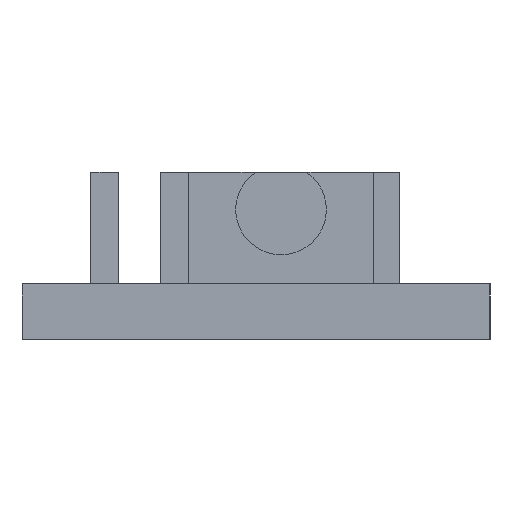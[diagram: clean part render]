
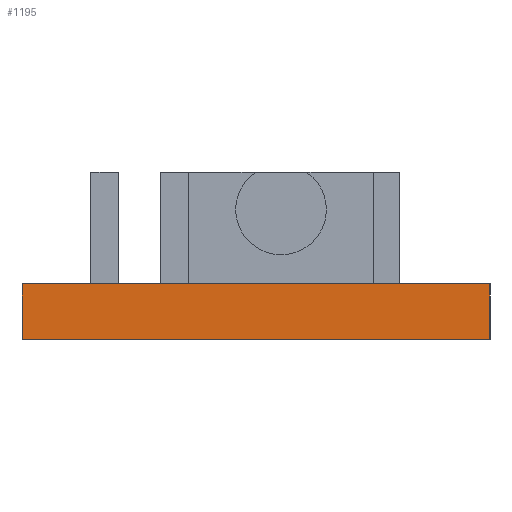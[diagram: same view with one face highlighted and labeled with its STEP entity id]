
A CAD part, left-side view. The second image highlights one B-rep face of the part: STEP entity #1195.
In plain terms, the highlighted planar face has unit normal (-1, 0, 0).
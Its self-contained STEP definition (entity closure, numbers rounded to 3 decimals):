
#63=FACE_OUTER_BOUND('',#126,.T.);
#126=EDGE_LOOP('',(#961,#962,#963,#964));
#160=LINE('',#1588,#325);
#164=LINE('',#1597,#329);
#275=LINE('',#1826,#440);
#276=LINE('',#1827,#441);
#325=VECTOR('',#1293,10.);
#329=VECTOR('',#1301,10.);
#440=VECTOR('',#1482,10.);
#441=VECTOR('',#1483,10.);
#488=VERTEX_POINT('',#1582);
#490=VERTEX_POINT('',#1586);
#493=VERTEX_POINT('',#1596);
#576=VERTEX_POINT('',#1825);
#601=EDGE_CURVE('',#488,#490,#160,.T.);
#605=EDGE_CURVE('',#488,#493,#164,.T.);
#720=EDGE_CURVE('',#576,#490,#275,.T.);
#721=EDGE_CURVE('',#493,#576,#276,.T.);
#961=ORIENTED_EDGE('',*,*,#601,.T.);
#962=ORIENTED_EDGE('',*,*,#720,.F.);
#963=ORIENTED_EDGE('',*,*,#721,.F.);
#964=ORIENTED_EDGE('',*,*,#605,.F.);
#1136=PLANE('',#1260);
#1195=ADVANCED_FACE('',(#63),#1136,.T.);
#1260=AXIS2_PLACEMENT_3D('',#1824,#1480,#1481);
#1293=DIRECTION('',(0.,0.,-1.));
#1301=DIRECTION('',(0.,-1.,0.));
#1480=DIRECTION('center_axis',(-1.,0.,0.));
#1481=DIRECTION('ref_axis',(0.,1.,0.));
#1482=DIRECTION('',(0.,1.,0.));
#1483=DIRECTION('',(0.,0.,-1.));
#1582=CARTESIAN_POINT('',(-23.6,28.5,6.));
#1586=CARTESIAN_POINT('',(-23.6,28.5,0.));
#1588=CARTESIAN_POINT('',(-23.6,28.5,6.));
#1596=CARTESIAN_POINT('',(-23.6,-21.9,6.));
#1597=CARTESIAN_POINT('',(-23.6,23.1,6.));
#1824=CARTESIAN_POINT('Origin',(-23.6,-21.9,6.));
#1825=CARTESIAN_POINT('',(-23.6,-21.9,0.));
#1826=CARTESIAN_POINT('',(-23.6,23.1,0.));
#1827=CARTESIAN_POINT('',(-23.6,-21.9,6.));
